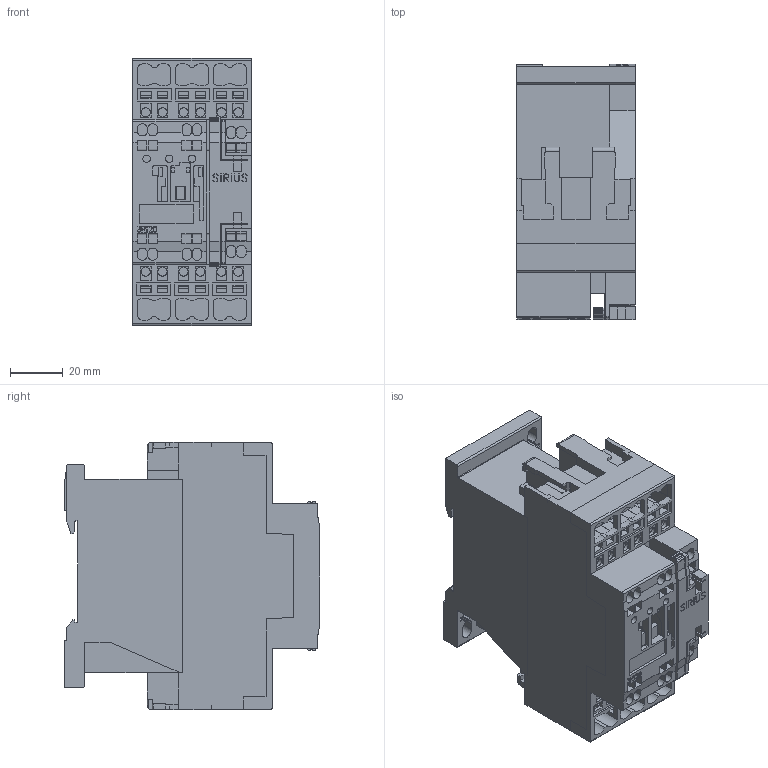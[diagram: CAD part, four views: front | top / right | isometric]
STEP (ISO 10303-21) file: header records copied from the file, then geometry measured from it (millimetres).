
FILE_DESCRIPTION(('no description'),'unknown implementation level');
FILE_NAME('3RT2023-2AB00_3D_v.stp',' ',('SIEMENS A&D'),('CADClick - KiM GmbH - www.kimweb.de'),'unknown preprocess','ACIS','unknown authorization');
FILE_SCHEMA(('automotive_design'));
Length unit declared in the file: millimetre
Products named in the file (6): 1; 2; 3; 4; 5; 6
Bounding box: 45 x 96.96 x 101.5 mm (x, y, z)
Volume: 306824.3 mm3; surface area: 60250.3 mm2
Topology: 6 solids, 6 shells, 1435 faces, 4093 edges, 2698 vertices
Faces by surface type: plane 1138, cylinder 297
Entity records: 92014 total; most frequent: CARTESIAN_POINT 8320, STYLED_ITEM 8232, PRESENTATION_STYLE_ASSIGNMENT 8232, COLOUR_RGB 8232, ORIENTED_EDGE 8186, DIRECTION 7652, EDGE_CURVE 4093, CURVE_STYLE 4093
